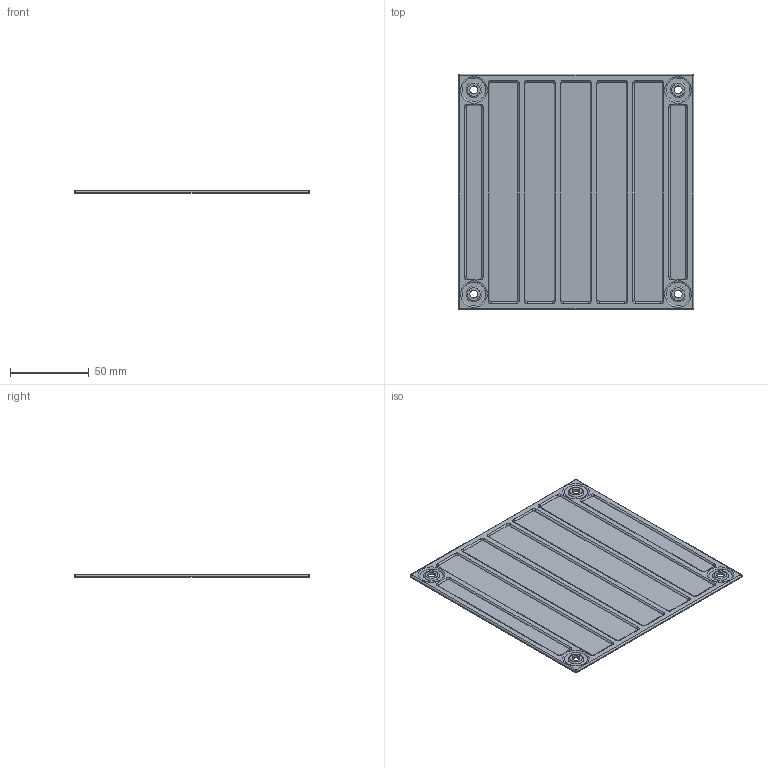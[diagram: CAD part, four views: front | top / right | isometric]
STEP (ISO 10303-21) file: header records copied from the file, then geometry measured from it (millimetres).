
FILE_DESCRIPTION(('STEP AP242'), '1');
FILE_NAME('Äåòàëü Äíî 15 ñì v2', '', ('UNSPECIFIED'), ('UNSPECIFIED'), 'C3D Converter', 'C3D Toolkit', '');
FILE_SCHEMA(('AP242_MANAGED_MODEL_BASED_3D_ENGINEERING_MIM_LF { 1 0 10303 442 1 1 4 }'));
Length unit declared in the file: millimetre
Bounding box: 150 x 150 x 1.6 mm (x, y, z)
Volume: 20049.2 mm3; surface area: 46993.2 mm2
Topology: 1 solids, 1 shells, 101 faces, 244 edges, 156 vertices
Faces by surface type: cylinder 40, torus 36, plane 21, sphere 4
Full cylindrical faces by diameter (mm): 5 x4
Entity records: 3794 total; most frequent: DIRECTION 584, CARTESIAN_POINT 486, ORIENTED_EDGE 456, AXIS2_PLACEMENT_3D 254, EDGE_CURVE 228, VERTEX_POINT 156, CIRCLE 152, EDGE_LOOP 136
